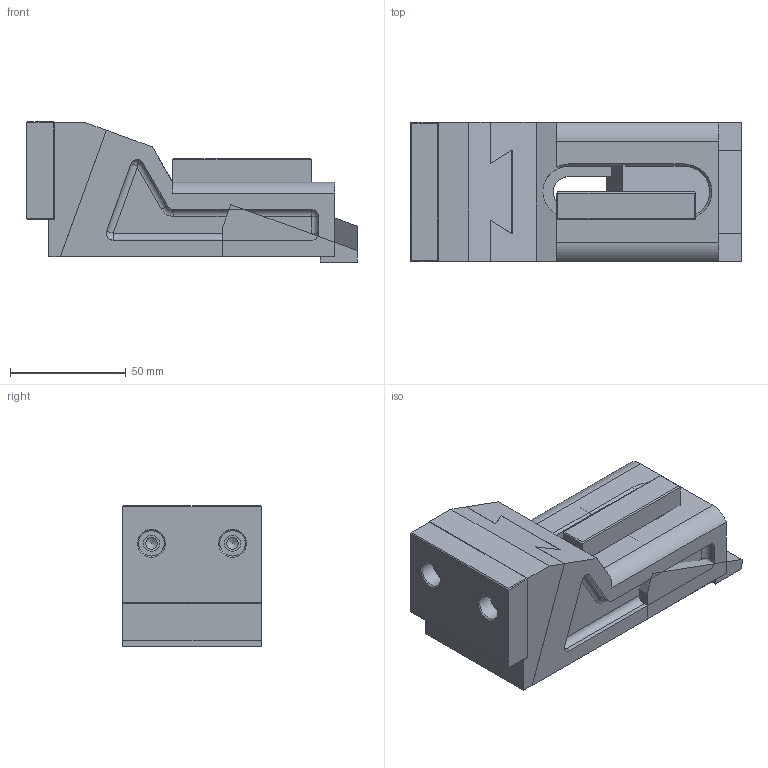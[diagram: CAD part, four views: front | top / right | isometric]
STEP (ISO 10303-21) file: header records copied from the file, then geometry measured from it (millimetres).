
FILE_DESCRIPTION( ( 'Unknown' ), '1' );
FILE_NAME( 'CP11-1260-S.stp', 'Unknown', ( 'Unknown' ), ( 'Unknown' ), 'XStep 1.0', 'Unknown', ' ' );
FILE_SCHEMA( ( 'CONFIG_CONTROL_DESIGN' ) );
Length unit declared in the file: millimetre
Products named in the file (4): Assem1; 1; 2; 3
Bounding box: 142.75 x 60 x 60.61 mm (x, y, z)
Surface area: 108623.3 mm2
Topology: 6 solids, 6 shells, 242 faces, 610 edges, 372 vertices
Faces by surface type: plane 132, cylinder 68, sphere 20, cone 18, torus 4
Full cylindrical faces by diameter (mm): 5 x4, 7 x4, 11 x4
Entity records: 3584 total; most frequent: DIRECTION 604, CARTESIAN_POINT 590, ORIENTED_EDGE 550, EDGE_CURVE 275, AXIS2_PLACEMENT_3D 208, LINE 188, VECTOR 188, VERTEX_POINT 178
